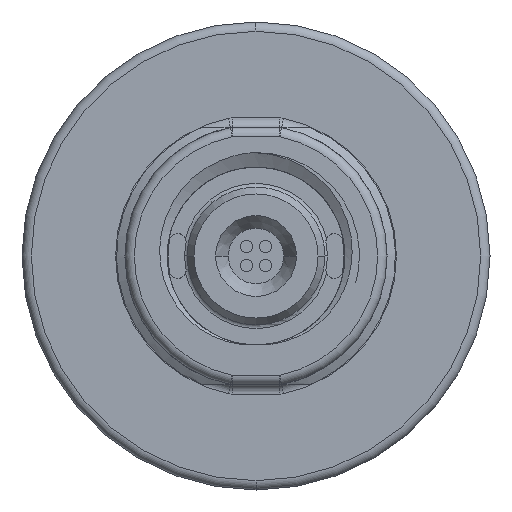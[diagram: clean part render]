
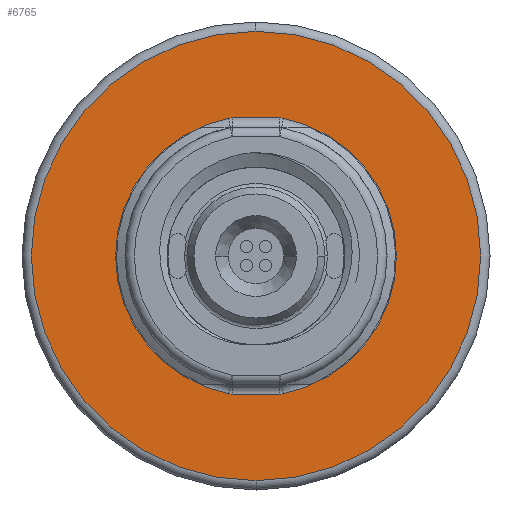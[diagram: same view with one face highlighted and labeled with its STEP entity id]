
A CAD part, front view. The second image highlights one B-rep face of the part: STEP entity #6765.
In plain terms, the highlighted planar face has unit normal (0, -1, 0).
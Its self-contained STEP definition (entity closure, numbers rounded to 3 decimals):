
#166=CARTESIAN_POINT('',(0.,-36.3,0.));
#167=DIRECTION('',(0.,1.,0.));
#168=DIRECTION('',(0.,0.,-1.));
#169=AXIS2_PLACEMENT_3D('',#166,#167,#168);
#171=CARTESIAN_POINT('',(0.,-36.3,0.));
#172=DIRECTION('',(0.,1.,0.));
#173=DIRECTION('',(0.,0.,1.));
#174=AXIS2_PLACEMENT_3D('',#171,#172,#173);
#176=CARTESIAN_POINT('',(0.,-36.3,0.));
#177=DIRECTION('',(0.,-1.,0.));
#178=DIRECTION('',(-0.195,0.,0.981));
#179=AXIS2_PLACEMENT_3D('',#176,#177,#178);
#181=CARTESIAN_POINT('',(-2.537,-36.3,-12.75));
#182=DIRECTION('',(0.,-1.,0.));
#183=DIRECTION('',(-0.195,0.,-0.981));
#184=AXIS2_PLACEMENT_3D('',#181,#182,#183);
#186=DIRECTION('',(1.,0.,0.));
#187=VECTOR('',#186,5.074);
#188=CARTESIAN_POINT('',(-2.537,-36.3,-14.75));
#189=LINE('',#188,#187);
#190=CARTESIAN_POINT('',(2.537,-36.3,-12.75));
#191=DIRECTION('',(0.,-1.,0.));
#192=DIRECTION('',(0.,0.,-1.));
#193=AXIS2_PLACEMENT_3D('',#190,#191,#192);
#195=CARTESIAN_POINT('',(0.,-36.3,0.));
#196=DIRECTION('',(0.,-1.,0.));
#197=DIRECTION('',(0.195,0.,-0.981));
#198=AXIS2_PLACEMENT_3D('',#195,#196,#197);
#200=CARTESIAN_POINT('',(2.537,-36.3,12.75));
#201=DIRECTION('',(0.,-1.,0.));
#202=DIRECTION('',(0.195,0.,0.981));
#203=AXIS2_PLACEMENT_3D('',#200,#201,#202);
#205=DIRECTION('',(-1.,0.,0.));
#206=VECTOR('',#205,5.074);
#207=CARTESIAN_POINT('',(2.537,-36.3,14.75));
#208=LINE('',#207,#206);
#209=CARTESIAN_POINT('',(-2.537,-36.3,12.75));
#210=DIRECTION('',(0.,-1.,0.));
#211=DIRECTION('',(0.,0.,1.));
#212=AXIS2_PLACEMENT_3D('',#209,#210,#211);
#6046=CARTESIAN_POINT('',(-2.928,-36.3,14.712));
#6047=CARTESIAN_POINT('',(-2.928,-36.3,-14.712));
#6048=VERTEX_POINT('',#6046);
#6049=VERTEX_POINT('',#6047);
#6054=CARTESIAN_POINT('',(2.928,-36.3,-14.712));
#6055=CARTESIAN_POINT('',(2.928,-36.3,14.712));
#6056=VERTEX_POINT('',#6054);
#6057=VERTEX_POINT('',#6055);
#6066=CARTESIAN_POINT('',(0.,-36.3,-24.));
#6067=CARTESIAN_POINT('',(0.,-36.3,24.));
#6068=VERTEX_POINT('',#6066);
#6069=VERTEX_POINT('',#6067);
#6301=CARTESIAN_POINT('',(-2.537,-36.3,-14.75));
#6302=CARTESIAN_POINT('',(2.537,-36.3,-14.75));
#6303=VERTEX_POINT('',#6301);
#6304=VERTEX_POINT('',#6302);
#6305=CARTESIAN_POINT('',(2.537,-36.3,14.75));
#6306=CARTESIAN_POINT('',(-2.537,-36.3,14.75));
#6307=VERTEX_POINT('',#6305);
#6308=VERTEX_POINT('',#6306);
#6738=CARTESIAN_POINT('',(0.,-36.3,0.));
#6739=DIRECTION('',(0.,-1.,0.));
#6740=DIRECTION('',(0.,0.,1.));
#6741=AXIS2_PLACEMENT_3D('',#6738,#6739,#6740);
#6742=PLANE('',#6741);
#6743=ORIENTED_EDGE('',*,*,#6704,.T.);
#6744=ORIENTED_EDGE('',*,*,#6725,.T.);
#6745=EDGE_LOOP('',(#6743,#6744));
#6746=FACE_OUTER_BOUND('',#6745,.F.);
#6748=ORIENTED_EDGE('',*,*,#6747,.T.);
#6750=ORIENTED_EDGE('',*,*,#6749,.T.);
#6752=ORIENTED_EDGE('',*,*,#6751,.T.);
#6754=ORIENTED_EDGE('',*,*,#6753,.T.);
#6756=ORIENTED_EDGE('',*,*,#6755,.T.);
#6758=ORIENTED_EDGE('',*,*,#6757,.T.);
#6760=ORIENTED_EDGE('',*,*,#6759,.T.);
#6762=ORIENTED_EDGE('',*,*,#6761,.T.);
#6763=EDGE_LOOP('',(#6748,#6750,#6752,#6754,#6756,#6758,#6760,#6762));
#6764=FACE_BOUND('',#6763,.F.);
#6765=ADVANCED_FACE('',(#6746,#6764),#6742,.T.);
#170=CIRCLE('',#169,24.);
#175=CIRCLE('',#174,24.);
#180=CIRCLE('',#179,15.);
#185=CIRCLE('',#184,2.);
#194=CIRCLE('',#193,2.);
#199=CIRCLE('',#198,15.);
#204=CIRCLE('',#203,2.);
#213=CIRCLE('',#212,2.);
#6704=EDGE_CURVE('',#6068,#6069,#170,.T.);
#6725=EDGE_CURVE('',#6069,#6068,#175,.T.);
#6747=EDGE_CURVE('',#6048,#6049,#180,.T.);
#6749=EDGE_CURVE('',#6049,#6303,#185,.T.);
#6751=EDGE_CURVE('',#6303,#6304,#189,.T.);
#6753=EDGE_CURVE('',#6304,#6056,#194,.T.);
#6755=EDGE_CURVE('',#6056,#6057,#199,.T.);
#6757=EDGE_CURVE('',#6057,#6307,#204,.T.);
#6759=EDGE_CURVE('',#6307,#6308,#208,.T.);
#6761=EDGE_CURVE('',#6308,#6048,#213,.T.);
